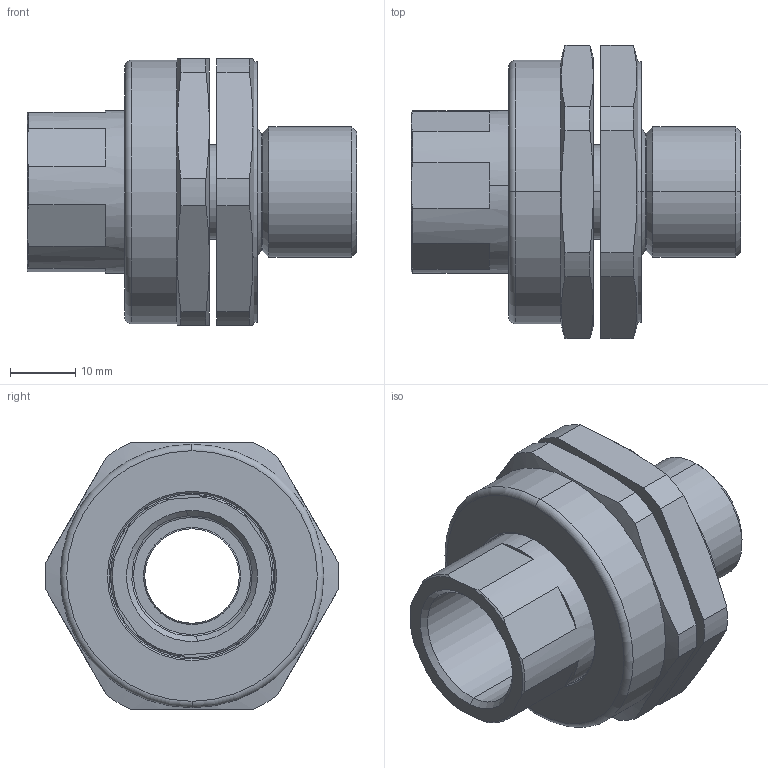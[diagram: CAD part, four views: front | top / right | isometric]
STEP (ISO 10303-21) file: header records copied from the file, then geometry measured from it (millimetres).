
FILE_DESCRIPTION (( 'STEP AP203' ), '1' );
FILE_NAME ('780DM2M2.STEP', '2017-09-21T12:12:22', ( '' ), ( '' ), 'SwSTEP 2.0', 'SolidWorks 2017', '' );
FILE_SCHEMA (( 'CONFIG_CONTROL_DESIGN' ));
Length unit declared in the file: millimetre
Products named in the file (1): 780DM2M2
Bounding box: 50.63 x 45.08 x 41 mm (x, y, z)
Surface area: 10903.4 mm2 (no closed solid volume)
Topology: 0 solids, 3 shells, 91 faces, 230 edges, 146 vertices
Faces by surface type: plane 31, cone 30, cylinder 28, torus 2
Entity records: 2941 total; most frequent: CARTESIAN_POINT 668, DIRECTION 476, ORIENTED_EDGE 448, EDGE_CURVE 230, AXIS2_PLACEMENT_3D 194, VERTEX_POINT 146, CIRCLE 102, EDGE_LOOP 98
